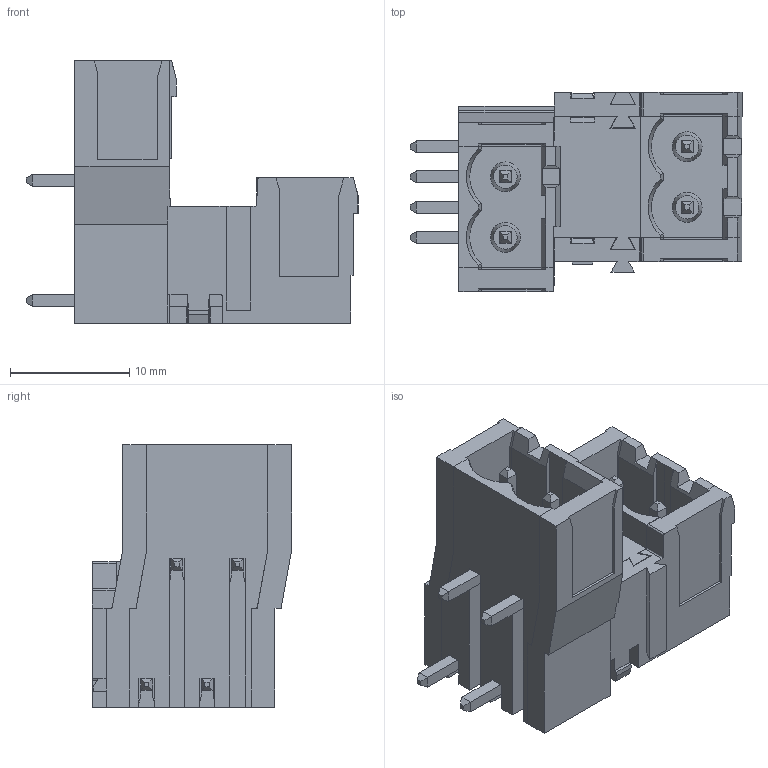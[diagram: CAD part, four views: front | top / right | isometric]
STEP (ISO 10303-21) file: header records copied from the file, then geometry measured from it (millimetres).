
FILE_DESCRIPTION(('STEP AP214'),'1');
FILE_NAME('PDSV02-5,08-H-P.stp','2017-12-12T16:37:02',(' '),(' '),'Spatial InterOp 3D',' ',' ');
FILE_SCHEMA(('automotive_design'));
Length unit declared in the file: metre
Products named in the file (3): 1; 2; 3
Bounding box: 27.84 x 16.7 x 22 mm (x, y, z)
Volume: 3538.7 mm3; surface area: 4525.7 mm2
Topology: 3 solids, 6 shells, 447 faces, 1225 edges, 798 vertices
Faces by surface type: plane 421, cylinder 16, cone 8, extrusion 2
Entity records: 17441 total; most frequent: CARTESIAN_POINT 2538, ORIENTED_EDGE 2434, DIRECTION 2142, EDGE_CURVE 1217, VECTOR 1162, LINE 1160, VERTEX_POINT 794, AXIS2_PLACEMENT_3D 490
